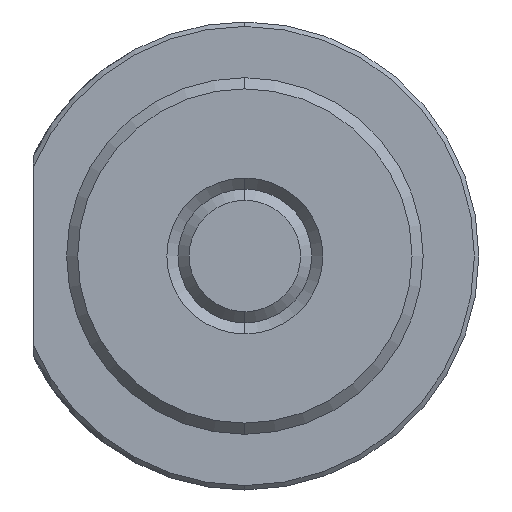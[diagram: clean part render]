
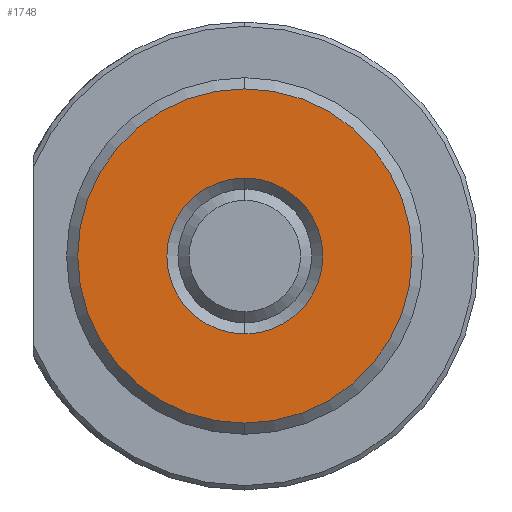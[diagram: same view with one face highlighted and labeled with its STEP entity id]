
A CAD part, left-side view. The second image highlights one B-rep face of the part: STEP entity #1748.
In plain terms, the highlighted planar face has unit normal (-1, 0, 0).
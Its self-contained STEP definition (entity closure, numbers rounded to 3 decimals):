
#223 = CARTESIAN_POINT ( 'NONE',  ( 0., 3., 0. ) ) ;
#224 = PLANE ( 'NONE',  #740 ) ;
#225 = DIRECTION ( 'NONE',  ( 1., 0., 0. ) ) ;
#226 = DIRECTION ( 'NONE',  ( 0., 0., -1. ) ) ;
#280 = AXIS2_PLACEMENT_3D ( 'NONE', #1164, #1161, #1163 ) ;
#285 = EDGE_CURVE ( 'NONE', #936, #898, #3348, .T. ) ;
#344 = EDGE_CURVE ( 'NONE', #1090, #1084, #3113, .T. ) ;
#375 = EDGE_CURVE ( 'NONE', #898, #936, #3337, .T. ) ;
#471 = EDGE_CURVE ( 'NONE', #1084, #1090, #3361, .T. ) ;
#536 = AXIS2_PLACEMENT_3D ( 'NONE', #1366, #1373, #1367 ) ;
#557 = AXIS2_PLACEMENT_3D ( 'NONE', #1255, #1248, #1249 ) ;
#601 = AXIS2_PLACEMENT_3D ( 'NONE', #2602, #2518, #2513 ) ;
#740 = AXIS2_PLACEMENT_3D ( 'NONE', #223, #225, #226 ) ;
#898 = VERTEX_POINT ( 'NONE', #2655 ) ;
#936 = VERTEX_POINT ( 'NONE', #2875 ) ;
#1084 = VERTEX_POINT ( 'NONE', #3063 ) ;
#1090 = VERTEX_POINT ( 'NONE', #3060 ) ;
#1161 = DIRECTION ( 'NONE',  ( -1., 0., 0. ) ) ;
#1163 = DIRECTION ( 'NONE',  ( 0., 0., -1. ) ) ;
#1164 = CARTESIAN_POINT ( 'NONE',  ( 0., 0., 0. ) ) ;
#1248 = DIRECTION ( 'NONE',  ( -1., 0., 0. ) ) ;
#1249 = DIRECTION ( 'NONE',  ( 0., 0., -1. ) ) ;
#1255 = CARTESIAN_POINT ( 'NONE',  ( 0., 0., 0. ) ) ;
#1366 = CARTESIAN_POINT ( 'NONE',  ( 0., 0., 0. ) ) ;
#1367 = DIRECTION ( 'NONE',  ( 0., 0., -1. ) ) ;
#1373 = DIRECTION ( 'NONE',  ( 1., 0., 0. ) ) ;
#1402 = ORIENTED_EDGE ( 'NONE', *, *, #375, .T. ) ;
#1474 = ORIENTED_EDGE ( 'NONE', *, *, #285, .T. ) ;
#1548 = ORIENTED_EDGE ( 'NONE', *, *, #344, .T. ) ;
#1748 = ADVANCED_FACE ( 'NONE', ( #2299, #2309 ), #224, .F. ) ;
#1849 = ORIENTED_EDGE ( 'NONE', *, *, #471, .T. ) ;
#2011 = EDGE_LOOP ( 'NONE', ( #1402, #1474 ) ) ;
#2299 = FACE_BOUND ( 'NONE', #3155, .T. ) ;
#2309 = FACE_OUTER_BOUND ( 'NONE', #2011, .T. ) ;
#2513 = DIRECTION ( 'NONE',  ( 0., 0., -1. ) ) ;
#2518 = DIRECTION ( 'NONE',  ( 1., 0., 0. ) ) ;
#2602 = CARTESIAN_POINT ( 'NONE',  ( 0., 0., 0. ) ) ;
#2655 = CARTESIAN_POINT ( 'NONE',  ( 0., 0., -7.5 ) ) ;
#2875 = CARTESIAN_POINT ( 'NONE',  ( 0., 0., 7.5 ) ) ;
#3060 = CARTESIAN_POINT ( 'NONE',  ( 0., 0., -3.5 ) ) ;
#3063 = CARTESIAN_POINT ( 'NONE',  ( 0., 0., 3.5 ) ) ;
#3113 = CIRCLE ( 'NONE', #536, 3.5 ) ;
#3155 = EDGE_LOOP ( 'NONE', ( #1849, #1548 ) ) ;
#3337 = CIRCLE ( 'NONE', #557, 7.5 ) ;
#3348 = CIRCLE ( 'NONE', #280, 7.5 ) ;
#3361 = CIRCLE ( 'NONE', #601, 3.5 ) ;
